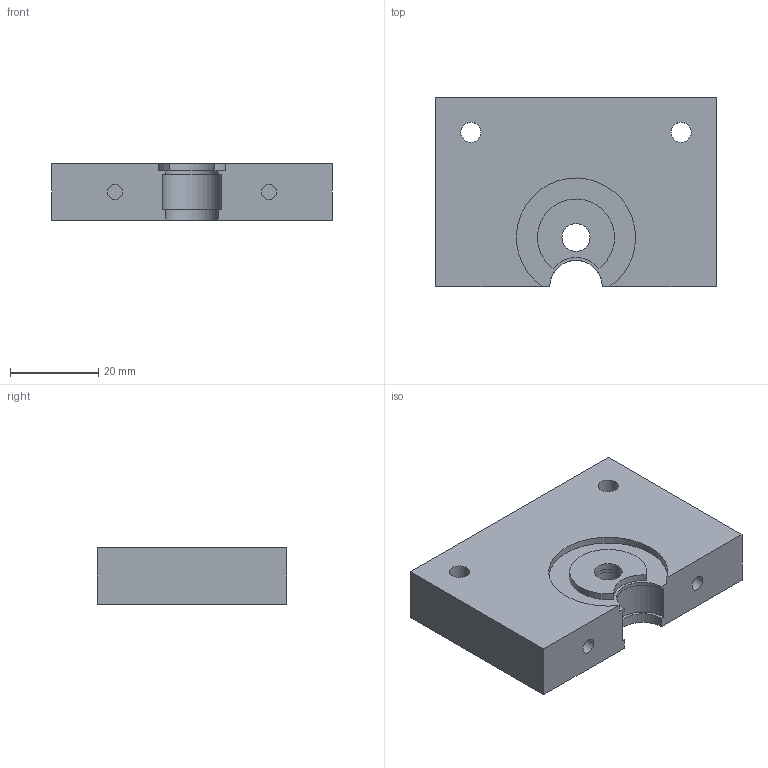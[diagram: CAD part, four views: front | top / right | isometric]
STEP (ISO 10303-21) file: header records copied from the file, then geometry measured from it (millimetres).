
FILE_DESCRIPTION(('FreeCAD Model'),'2;1');
FILE_NAME('Open CASCADE Shape Model','2025-08-11T09:31:16',(''),(''), 'Open CASCADE STEP processor 7.8','FreeCAD','Unknown');
FILE_SCHEMA(('AUTOMOTIVE_DESIGN { 1 0 10303 214 1 1 1 1 }'));
Length unit declared in the file: millimetre
Products named in the file (1): Body
Bounding box: 63.5 x 42.86 x 12.7 mm (x, y, z)
Volume: 31918.8 mm3; surface area: 9464.5 mm2
Topology: 1 solids, 1 shells, 27 faces, 69 edges, 47 vertices
Faces by surface type: cylinder 14, plane 13
Full cylindrical faces by diameter (mm): 3.454 x2, 4.572 x2, 6.35 x4
Entity records: 870 total; most frequent: DIRECTION 154, CARTESIAN_POINT 146, ORIENTED_EDGE 138, EDGE_CURVE 69, AXIS2_PLACEMENT_3D 59, VERTEX_POINT 47, FACE_BOUND 36, EDGE_LOOP 36
